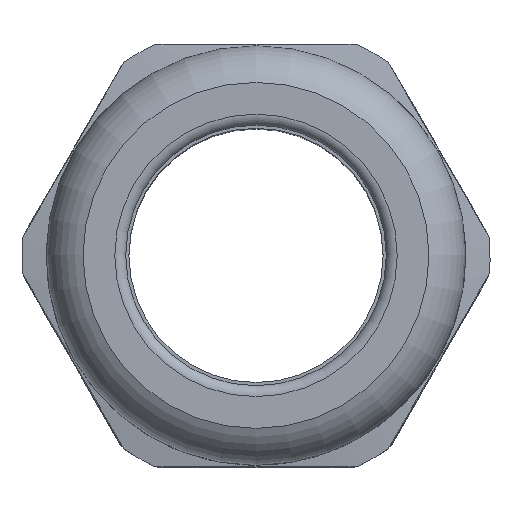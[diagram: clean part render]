
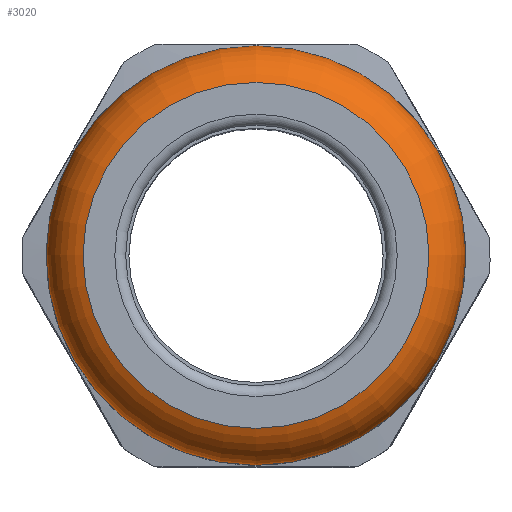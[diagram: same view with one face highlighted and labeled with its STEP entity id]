
A CAD part, top view. The second image highlights one B-rep face of the part: STEP entity #3020.
In plain terms, the highlighted toroidal (fillet/blend) face has major radius 10.85 mm and minor radius 4 mm.
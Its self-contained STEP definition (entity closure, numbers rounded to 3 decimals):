
#3020=ADVANCED_FACE('',(#3323,#3324),#3300,.T.);
#3300=TOROIDAL_SURFACE('',#6930,10.85,4.);
#3323=FACE_BOUND('',#3384,.T.);
#3324=FACE_BOUND('',#3385,.T.);
#3384=EDGE_LOOP('',(#3907));
#3385=EDGE_LOOP('',(#3908));
#3907=ORIENTED_EDGE('',*,*,#5932,.F.);
#3908=ORIENTED_EDGE('',*,*,#5933,.T.);
#5422=VERTEX_POINT('',#8873);
#5423=VERTEX_POINT('',#8875);
#5932=EDGE_CURVE('',#5422,#5422,#6524,.T.);
#5933=EDGE_CURVE('',#5423,#5423,#6525,.T.);
#6524=CIRCLE('',#6928,14.85);
#6525=CIRCLE('',#6929,12.25);
#6928=AXIS2_PLACEMENT_3D('',#8872,#7342,#7343);
#6929=AXIS2_PLACEMENT_3D('',#8874,#7344,#7345);
#6930=AXIS2_PLACEMENT_3D('',#8876,#7346,#7347);
#7342=DIRECTION('',(0.,0.,-1.));
#7343=DIRECTION('',(0.,1.,0.));
#7344=DIRECTION('',(0.,0.,-1.));
#7345=DIRECTION('',(0.,1.,0.));
#7346=DIRECTION('',(0.,0.,-1.));
#7347=DIRECTION('',(0.,-1.,0.));
#8872=CARTESIAN_POINT('',(0.,0.,22.253));
#8873=CARTESIAN_POINT('',(0.,14.85,22.253));
#8874=CARTESIAN_POINT('',(0.,0.,26.));
#8875=CARTESIAN_POINT('',(0.,12.25,26.));
#8876=CARTESIAN_POINT('',(0.,0.,22.253));
